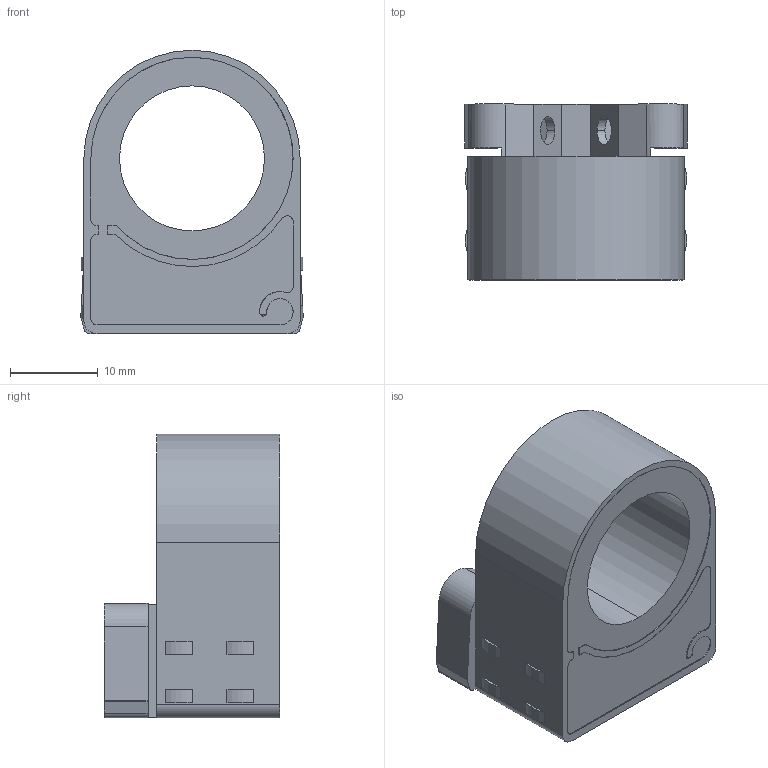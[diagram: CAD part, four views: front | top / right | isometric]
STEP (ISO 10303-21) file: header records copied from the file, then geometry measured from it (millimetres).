
FILE_DESCRIPTION((''),'2;1');
FILE_NAME('CAD-6846','2020-05-25T10:32:26',('creinig-se'),(''),'CREO PARAMETRIC BY PTC INC, 2019292','CREO PARAMETRIC BY PTC INC, 2019292','');
FILE_SCHEMA(('CONFIG_CONTROL_DESIGN','SHAPE_APPEARANCE_LAYERS_GROUPS'));
Length unit declared in the file: millimetre
Products named in the file (1): CAD-6846
Bounding box: 25.3 x 20 x 32.25 mm (x, y, z)
Volume: 7970 mm3; surface area: 4430.3 mm2
Topology: 1 solids, 1 shells, 119 faces, 334 edges, 239 vertices
Faces by surface type: plane 76, cylinder 43
Entity records: 5002 total; most frequent: CARTESIAN_POINT 739, DIRECTION 661, ORIENTED_EDGE 648, PRESENTATION_STYLE_ASSIGNMENT 336, STYLED_ITEM 336, CURVE_STYLE 335, EDGE_CURVE 324, VECTOR 233
